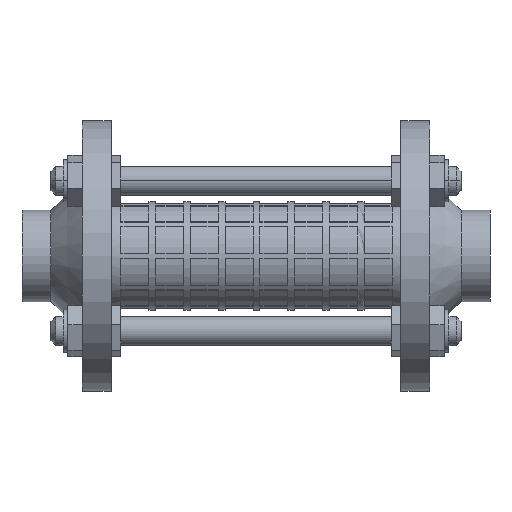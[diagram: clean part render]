
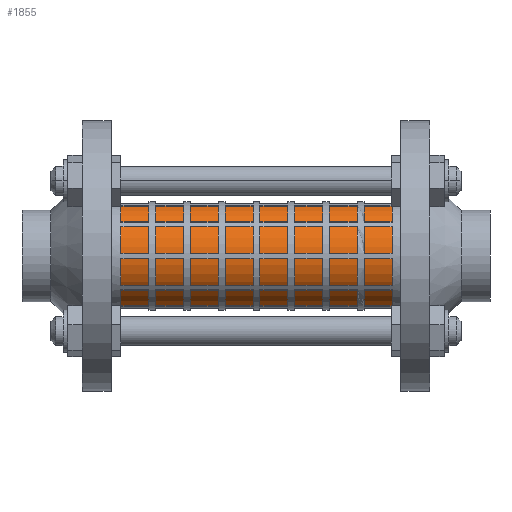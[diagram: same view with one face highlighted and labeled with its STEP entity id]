
A CAD part, front view. The second image highlights one B-rep face of the part: STEP entity #1855.
In plain terms, the highlighted cylindrical face has radius 10.8 mm (diameter 21.6 mm), a partial arc.
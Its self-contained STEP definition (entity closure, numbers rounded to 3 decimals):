
#554 = DIRECTION ( 'NONE',  ( -1., 0., 0. ) ) ;
#606 = CARTESIAN_POINT ( 'NONE',  ( 32.5, 0., 10.8 ) ) ;
#1626 = FACE_OUTER_BOUND ( 'NONE', #3728, .T. ) ;
#1651 = CIRCLE ( 'NONE', #5668, 10.8 ) ;
#1812 = LINE ( 'NONE', #9359, #9405 ) ;
#1855 = ADVANCED_FACE ( 'NONE', ( #1626 ), #7533, .T. ) ;
#1934 = EDGE_CURVE ( 'NONE', #10277, #13652, #1812, .T. ) ;
#2094 = DIRECTION ( 'NONE',  ( -1., 0., 0. ) ) ;
#2349 = VERTEX_POINT ( 'NONE', #16780 ) ;
#2368 = VERTEX_POINT ( 'NONE', #606 ) ;
#3728 = EDGE_LOOP ( 'NONE', ( #9384, #6999, #7228, #12104 ) ) ;
#4148 = DIRECTION ( 'NONE',  ( 0., 0., -1. ) ) ;
#5229 = DIRECTION ( 'NONE',  ( -1., 0., 0. ) ) ;
#5668 = AXIS2_PLACEMENT_3D ( 'NONE', #6848, #8503, #4148 ) ;
#6001 = AXIS2_PLACEMENT_3D ( 'NONE', #7573, #6027, #17760 ) ;
#6027 = DIRECTION ( 'NONE',  ( 1., 0., 0. ) ) ;
#6848 = CARTESIAN_POINT ( 'NONE',  ( -32.5, 0., 0. ) ) ;
#6999 = ORIENTED_EDGE ( 'NONE', *, *, #15254, .F. ) ;
#7228 = ORIENTED_EDGE ( 'NONE', *, *, #13072, .T. ) ;
#7528 = CIRCLE ( 'NONE', #6001, 10.8 ) ;
#7533 = CYLINDRICAL_SURFACE ( 'NONE', #18393, 10.8 ) ;
#7565 = VECTOR ( 'NONE', #5229, 1000. ) ;
#7573 = CARTESIAN_POINT ( 'NONE',  ( 32.5, 0., 0. ) ) ;
#8503 = DIRECTION ( 'NONE',  ( 1., 0., 0. ) ) ;
#9359 = CARTESIAN_POINT ( 'NONE',  ( 63.047, 0., -10.8 ) ) ;
#9384 = ORIENTED_EDGE ( 'NONE', *, *, #1934, .F. ) ;
#9405 = VECTOR ( 'NONE', #2094, 1000. ) ;
#10277 = VERTEX_POINT ( 'NONE', #13052 ) ;
#10784 = CARTESIAN_POINT ( 'NONE',  ( -32.5, 0., -10.8 ) ) ;
#11524 = EDGE_CURVE ( 'NONE', #2349, #13652, #1651, .T. ) ;
#12104 = ORIENTED_EDGE ( 'NONE', *, *, #11524, .T. ) ;
#12782 = LINE ( 'NONE', #14235, #7565 ) ;
#13052 = CARTESIAN_POINT ( 'NONE',  ( 32.5, 0., -10.8 ) ) ;
#13072 = EDGE_CURVE ( 'NONE', #2368, #2349, #12782, .T. ) ;
#13449 = CARTESIAN_POINT ( 'NONE',  ( 63.047, 0., 0. ) ) ;
#13652 = VERTEX_POINT ( 'NONE', #10784 ) ;
#14235 = CARTESIAN_POINT ( 'NONE',  ( 63.047, 0., 10.8 ) ) ;
#15254 = EDGE_CURVE ( 'NONE', #2368, #10277, #7528, .T. ) ;
#16729 = DIRECTION ( 'NONE',  ( 0., 0., 1. ) ) ;
#16780 = CARTESIAN_POINT ( 'NONE',  ( -32.5, 0., 10.8 ) ) ;
#17760 = DIRECTION ( 'NONE',  ( 0., 0., -1. ) ) ;
#18393 = AXIS2_PLACEMENT_3D ( 'NONE', #13449, #554, #16729 ) ;
